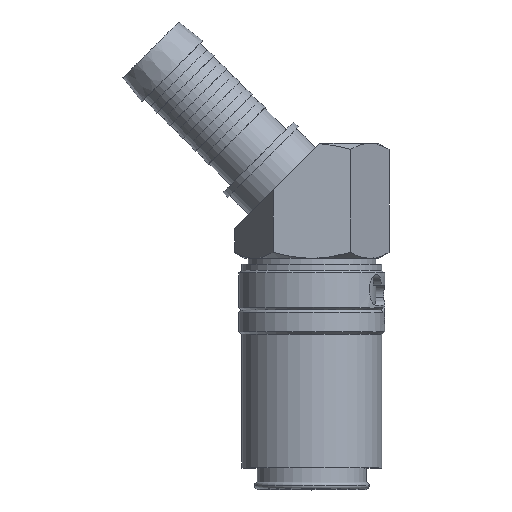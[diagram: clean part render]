
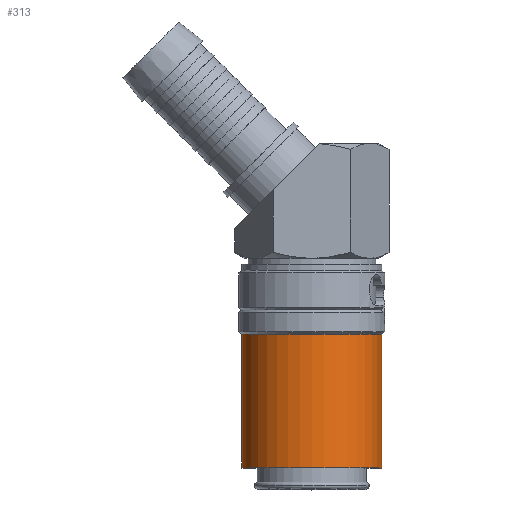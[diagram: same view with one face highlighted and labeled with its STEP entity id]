
A CAD part, top view. The second image highlights one B-rep face of the part: STEP entity #313.
In plain terms, the highlighted cylindrical face has radius 11.5 mm (diameter 23 mm), a partial arc.
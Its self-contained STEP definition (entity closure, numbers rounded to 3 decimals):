
#313=ADVANCED_FACE('',(#651),#652,.T.);
#651=FACE_OUTER_BOUND('',#1006,.T.);
#652=CYLINDRICAL_SURFACE('',#1007,11.5);
#1006=EDGE_LOOP('',(#1832,#1833,#1834,#1835));
#1007=AXIS2_PLACEMENT_3D('',#1836,#1837,#1838);
#1832=ORIENTED_EDGE('',*,*,#2087,.T.);
#1833=ORIENTED_EDGE('',*,*,#2317,.F.);
#1834=ORIENTED_EDGE('',*,*,#2089,.T.);
#1835=ORIENTED_EDGE('',*,*,#2332,.T.);
#1836=CARTESIAN_POINT('',(0.0,14.6,0.0));
#1837=DIRECTION('',(-0.0,1.0,0.0));
#1838=DIRECTION('',(1.0,0.0,0.0));
#2087=EDGE_CURVE('',#2500,#2501,#2502,.T.);
#2089=EDGE_CURVE('',#2505,#2503,#2506,.T.);
#2317=EDGE_CURVE('',#2505,#2501,#2816,.T.);
#2332=EDGE_CURVE('',#2503,#2500,#2833,.T.);
#2500=VERTEX_POINT('',#3454);
#2501=VERTEX_POINT('',#3455);
#2502=LINE('',#3456,#3457);
#2503=VERTEX_POINT('',#3458);
#2505=VERTEX_POINT('',#3460);
#2506=LINE('',#3461,#3462);
#2816=CIRCLE('',#4253,11.5);
#2833=CIRCLE('',#4273,11.5);
#3454=CARTESIAN_POINT('',(11.5,3.6,0.0));
#3455=CARTESIAN_POINT('',(11.5,25.6,0.0));
#3456=CARTESIAN_POINT('',(11.5,14.6,0.));
#3457=VECTOR('',#4394,1.0);
#3458=CARTESIAN_POINT('',(-11.5,3.6,0.));
#3460=CARTESIAN_POINT('',(-11.5,25.6,0.));
#3461=CARTESIAN_POINT('',(-11.5,14.6,0.));
#3462=VECTOR('',#4398,1.0);
#4253=AXIS2_PLACEMENT_3D('',#4698,#4699,#4700);
#4273=AXIS2_PLACEMENT_3D('',#4713,#4714,#4715);
#4394=DIRECTION('',(0.0,1.0,0.0));
#4398=DIRECTION('',(-0.0,-1.0,-0.0));
#4698=CARTESIAN_POINT('',(0.0,25.6,0.0));
#4699=DIRECTION('',(-0.0,1.0,0.0));
#4700=DIRECTION('',(1.0,0.0,0.0));
#4713=CARTESIAN_POINT('',(0.0,3.6,0.0));
#4714=DIRECTION('',(-0.0,1.0,0.0));
#4715=DIRECTION('',(1.0,0.0,0.0));
